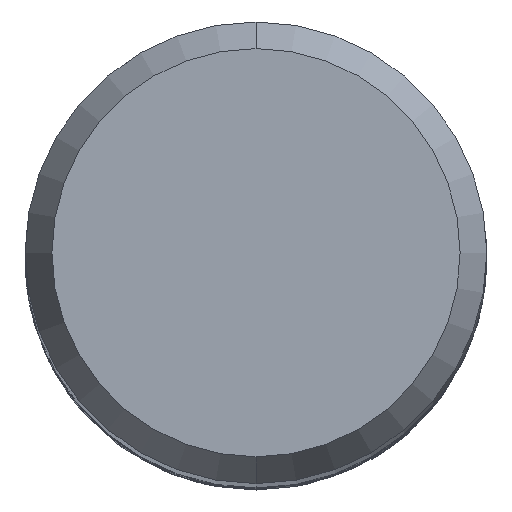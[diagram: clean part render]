
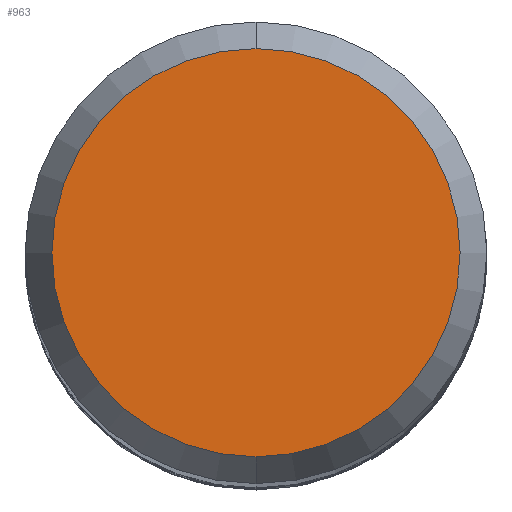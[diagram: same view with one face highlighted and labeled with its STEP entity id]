
A CAD part, top view. The second image highlights one B-rep face of the part: STEP entity #963.
In plain terms, the highlighted planar face has unit normal (0, 0, 1).
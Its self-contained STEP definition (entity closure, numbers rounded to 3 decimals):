
#909=EDGE_CURVE('',#1395,#1113,#1929,.T.);
#963=ADVANCED_FACE('',(#1988),#1989,.T.);
#1113=VERTEX_POINT('',#2155);
#1395=VERTEX_POINT('',#2461);
#1473=EDGE_CURVE('',#1113,#1395,#2547,.T.);
#1929=CIRCLE('',#8545,3.538);
#1988=FACE_OUTER_BOUND('',#8851,.T.);
#1989=PLANE('',#8852);
#2155=CARTESIAN_POINT('',(0.0,3.538,0.0));
#2461=CARTESIAN_POINT('',(0.,-3.538,0.0));
#2547=CIRCLE('',#17825,3.538);
#8545=AXIS2_PLACEMENT_3D('',#18223,#18224,#18225);
#8851=EDGE_LOOP('',(#18311,#18312));
#8852=AXIS2_PLACEMENT_3D('',#18313,#18314,#18315);
#17825=AXIS2_PLACEMENT_3D('',#18902,#18903,#18904);
#18223=CARTESIAN_POINT('',(0.0,0.0,0.0));
#18224=DIRECTION('',(0.0,0.0,-1.0));
#18225=DIRECTION('',(0.0,1.0,0.0));
#18311=ORIENTED_EDGE('',*,*,#1473,.F.);
#18312=ORIENTED_EDGE('',*,*,#909,.F.);
#18313=CARTESIAN_POINT('',(0.0,1.769,0.0));
#18314=DIRECTION('',(-0.0,0.0,1.0));
#18315=DIRECTION('',(0.0,-1.0,0.0));
#18902=CARTESIAN_POINT('',(0.0,0.0,0.0));
#18903=DIRECTION('',(0.0,0.0,-1.0));
#18904=DIRECTION('',(0.0,1.0,0.0));
